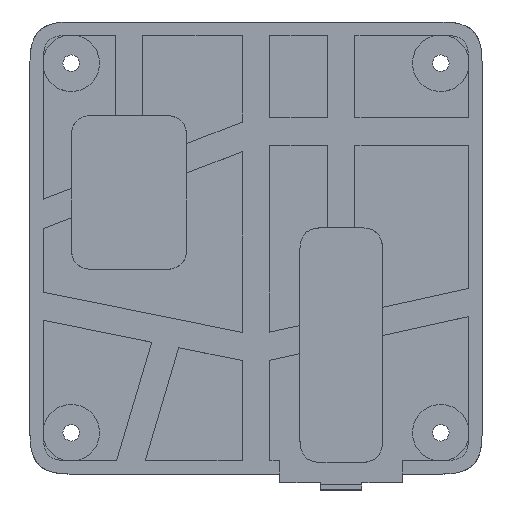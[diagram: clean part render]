
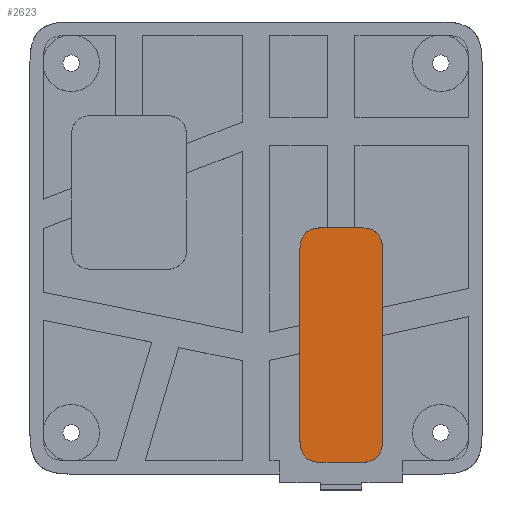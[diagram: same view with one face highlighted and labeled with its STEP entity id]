
A CAD part, top view. The second image highlights one B-rep face of the part: STEP entity #2623.
In plain terms, the highlighted planar face has unit normal (0, 0, 1).
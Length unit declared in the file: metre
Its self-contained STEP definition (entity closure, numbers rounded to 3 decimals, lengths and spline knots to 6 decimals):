
#104=B_SPLINE_CURVE_WITH_KNOTS('',3,(#4673,#4674,#4675,#4676),
 .UNSPECIFIED.,.F.,.F.,(4,4),(0.,1.),.UNSPECIFIED.);
#105=B_SPLINE_CURVE_WITH_KNOTS('',3,(#4680,#4681,#4682,#4683),
 .UNSPECIFIED.,.F.,.F.,(4,4),(0.,1.),.UNSPECIFIED.);
#106=B_SPLINE_CURVE_WITH_KNOTS('',3,(#4687,#4688,#4689,#4690),
 .UNSPECIFIED.,.F.,.F.,(4,4),(0.,1.),.UNSPECIFIED.);
#107=B_SPLINE_CURVE_WITH_KNOTS('',3,(#4694,#4695,#4696,#4697),
 .UNSPECIFIED.,.F.,.F.,(4,4),(0.,1.),.UNSPECIFIED.);
#548=ORIENTED_EDGE('',*,*,#1206,.F.);
#549=ORIENTED_EDGE('',*,*,#1207,.T.);
#550=ORIENTED_EDGE('',*,*,#1208,.F.);
#551=ORIENTED_EDGE('',*,*,#1209,.T.);
#552=ORIENTED_EDGE('',*,*,#1210,.F.);
#553=ORIENTED_EDGE('',*,*,#1211,.T.);
#554=ORIENTED_EDGE('',*,*,#1212,.F.);
#555=ORIENTED_EDGE('',*,*,#1213,.T.);
#1206=EDGE_CURVE('',#1532,#1533,#1752,.T.);
#1207=EDGE_CURVE('',#1532,#1534,#104,.T.);
#1208=EDGE_CURVE('',#1535,#1534,#1753,.T.);
#1209=EDGE_CURVE('',#1535,#1536,#105,.T.);
#1210=EDGE_CURVE('',#1537,#1536,#1754,.T.);
#1211=EDGE_CURVE('',#1537,#1538,#106,.T.);
#1212=EDGE_CURVE('',#1539,#1538,#1755,.T.);
#1213=EDGE_CURVE('',#1539,#1533,#107,.T.);
#1532=VERTEX_POINT('',#4671);
#1533=VERTEX_POINT('',#4672);
#1534=VERTEX_POINT('',#4677);
#1535=VERTEX_POINT('',#4679);
#1536=VERTEX_POINT('',#4684);
#1537=VERTEX_POINT('',#4686);
#1538=VERTEX_POINT('',#4691);
#1539=VERTEX_POINT('',#4693);
#1752=LINE('',#4670,#2008);
#1753=LINE('',#4678,#2009);
#1754=LINE('',#4685,#2010);
#1755=LINE('',#4692,#2011);
#2008=VECTOR('',#3292,1.);
#2009=VECTOR('',#3293,1.);
#2010=VECTOR('',#3294,1.);
#2011=VECTOR('',#3295,1.);
#2190=EDGE_LOOP('',(#548,#549,#550,#551,#552,#553,#554,#555));
#2368=FACE_BOUND('',#2190,.T.);
#2494=PLANE('',#2821);
#2623=ADVANCED_FACE('',(#2368),#2494,.F.);
#2821=AXIS2_PLACEMENT_3D('',#4669,#3290,#3291);
#3290=DIRECTION('',(0.,0.,-1.));
#3291=DIRECTION('',(1.,0.,0.));
#3292=DIRECTION('',(1.,0.,0.));
#3293=DIRECTION('',(0.,1.,0.));
#3294=DIRECTION('',(-1.,0.,0.));
#3295=DIRECTION('',(0.,-1.,0.));
#4669=CARTESIAN_POINT('',(0.015495,-0.017665,-0.0136));
#4670=CARTESIAN_POINT('',(0.015495,0.00367,-0.0136));
#4671=CARTESIAN_POINT('',(0.01199,0.00367,-0.0136));
#4672=CARTESIAN_POINT('',(0.019,0.00367,-0.0136));
#4673=CARTESIAN_POINT('',(0.01199,0.00367,-0.0136));
#4674=CARTESIAN_POINT('',(0.009323,0.00367,-0.0136));
#4675=CARTESIAN_POINT('',(0.00799,0.002337,-0.0136));
#4676=CARTESIAN_POINT('',(0.00799,-0.00033,-0.0136));
#4677=CARTESIAN_POINT('',(0.00799,-0.00033,-0.0136));
#4678=CARTESIAN_POINT('',(0.00799,-0.017665,-0.0136));
#4679=CARTESIAN_POINT('',(0.00799,-0.035,-0.0136));
#4680=CARTESIAN_POINT('',(0.00799,-0.035,-0.0136));
#4681=CARTESIAN_POINT('',(0.00799,-0.037667,-0.0136));
#4682=CARTESIAN_POINT('',(0.009323,-0.039,-0.0136));
#4683=CARTESIAN_POINT('',(0.01199,-0.039,-0.0136));
#4684=CARTESIAN_POINT('',(0.01199,-0.039,-0.0136));
#4685=CARTESIAN_POINT('',(0.015495,-0.039,-0.0136));
#4686=CARTESIAN_POINT('',(0.019,-0.039,-0.0136));
#4687=CARTESIAN_POINT('',(0.019,-0.039,-0.0136));
#4688=CARTESIAN_POINT('',(0.021667,-0.039,-0.0136));
#4689=CARTESIAN_POINT('',(0.023,-0.037667,-0.0136));
#4690=CARTESIAN_POINT('',(0.023,-0.035,-0.0136));
#4691=CARTESIAN_POINT('',(0.023,-0.035,-0.0136));
#4692=CARTESIAN_POINT('',(0.023,-0.017665,-0.0136));
#4693=CARTESIAN_POINT('',(0.023,-0.00033,-0.0136));
#4694=CARTESIAN_POINT('',(0.023,-0.00033,-0.0136));
#4695=CARTESIAN_POINT('',(0.023,0.002337,-0.0136));
#4696=CARTESIAN_POINT('',(0.021667,0.00367,-0.0136));
#4697=CARTESIAN_POINT('',(0.019,0.00367,-0.0136));
